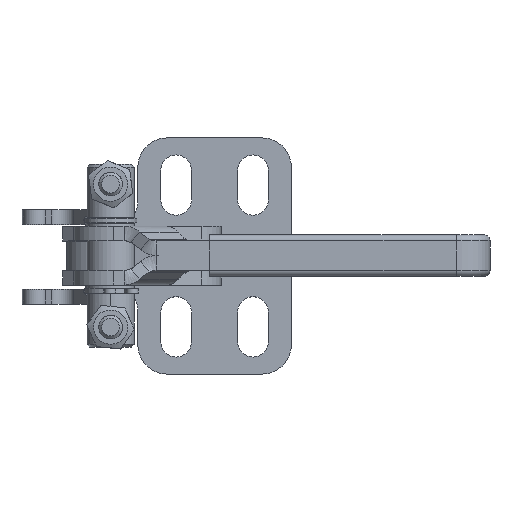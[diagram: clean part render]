
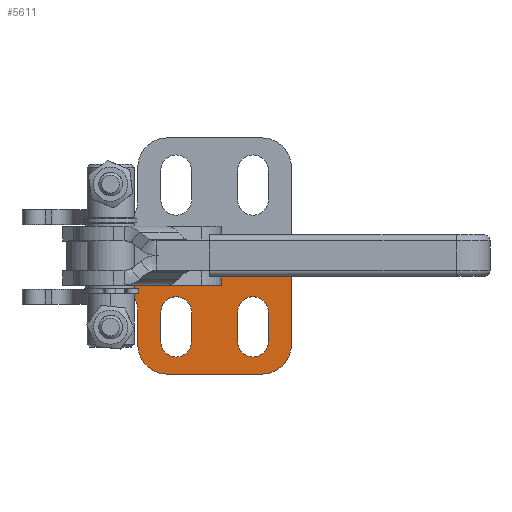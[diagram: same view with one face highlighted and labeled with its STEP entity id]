
A CAD part, top view. The second image highlights one B-rep face of the part: STEP entity #5611.
In plain terms, the highlighted planar face has unit normal (0, 0, 1).
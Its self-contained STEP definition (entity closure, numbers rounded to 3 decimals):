
#198=FACE_BOUND('',#1163,.T.);
#199=FACE_BOUND('',#1164,.T.);
#413=CIRCLE('',#6159,2.6);
#415=CIRCLE('',#6163,2.6);
#417=CIRCLE('',#6167,2.6);
#419=CIRCLE('',#6171,2.6);
#422=CIRCLE('',#6176,5.);
#423=CIRCLE('',#6179,3.2);
#424=CIRCLE('',#6180,5.);
#840=FACE_OUTER_BOUND('',#1162,.T.);
#1162=EDGE_LOOP('',(#4343,#4344,#4345,#4346,#4347,#4348,#4349,#4350));
#1163=EDGE_LOOP('',(#4351,#4352,#4353,#4354));
#1164=EDGE_LOOP('',(#4355,#4356,#4357,#4358));
#1580=LINE('',#10260,#2017);
#1583=LINE('',#10292,#2020);
#1587=LINE('',#10303,#2024);
#1591=LINE('',#10316,#2028);
#1595=LINE('',#10327,#2032);
#1599=LINE('',#10340,#2036);
#1602=LINE('',#10345,#2039);
#1603=LINE('',#10347,#2040);
#1604=LINE('',#10351,#2041);
#2017=VECTOR('',#7168,10.);
#2020=VECTOR('',#7183,10.);
#2024=VECTOR('',#7195,10.);
#2028=VECTOR('',#7207,10.);
#2032=VECTOR('',#7219,10.);
#2036=VECTOR('',#7231,10.);
#2039=VECTOR('',#7236,10.);
#2040=VECTOR('',#7237,10.);
#2041=VECTOR('',#7240,10.);
#2484=VERTEX_POINT('',#10252);
#2485=VERTEX_POINT('',#10259);
#2488=VERTEX_POINT('',#10282);
#2489=VERTEX_POINT('',#10283);
#2492=VERTEX_POINT('',#10291);
#2494=VERTEX_POINT('',#10297);
#2496=VERTEX_POINT('',#10306);
#2497=VERTEX_POINT('',#10307);
#2500=VERTEX_POINT('',#10315);
#2502=VERTEX_POINT('',#10321);
#2506=VERTEX_POINT('',#10333);
#2507=VERTEX_POINT('',#10335);
#2508=VERTEX_POINT('',#10339);
#2510=VERTEX_POINT('',#10346);
#2511=VERTEX_POINT('',#10348);
#2512=VERTEX_POINT('',#10350);
#3158=EDGE_CURVE('',#2485,#2484,#1580,.T.);
#3162=EDGE_CURVE('',#2488,#2489,#413,.T.);
#3166=EDGE_CURVE('',#2492,#2488,#1583,.T.);
#3169=EDGE_CURVE('',#2494,#2492,#415,.T.);
#3172=EDGE_CURVE('',#2489,#2494,#1587,.T.);
#3174=EDGE_CURVE('',#2496,#2497,#417,.T.);
#3178=EDGE_CURVE('',#2500,#2496,#1591,.T.);
#3181=EDGE_CURVE('',#2502,#2500,#419,.T.);
#3184=EDGE_CURVE('',#2497,#2502,#1595,.T.);
#3188=EDGE_CURVE('',#2506,#2507,#422,.T.);
#3190=EDGE_CURVE('',#2508,#2507,#1599,.T.);
#3193=EDGE_CURVE('',#2506,#2485,#1602,.T.);
#3194=EDGE_CURVE('',#2510,#2484,#1603,.T.);
#3195=EDGE_CURVE('',#2511,#2510,#423,.T.);
#3196=EDGE_CURVE('',#2512,#2511,#1604,.T.);
#3197=EDGE_CURVE('',#2508,#2512,#424,.T.);
#4343=ORIENTED_EDGE('',*,*,#3188,.F.);
#4344=ORIENTED_EDGE('',*,*,#3193,.T.);
#4345=ORIENTED_EDGE('',*,*,#3158,.T.);
#4346=ORIENTED_EDGE('',*,*,#3194,.F.);
#4347=ORIENTED_EDGE('',*,*,#3195,.F.);
#4348=ORIENTED_EDGE('',*,*,#3196,.F.);
#4349=ORIENTED_EDGE('',*,*,#3197,.F.);
#4350=ORIENTED_EDGE('',*,*,#3190,.T.);
#4351=ORIENTED_EDGE('',*,*,#3162,.T.);
#4352=ORIENTED_EDGE('',*,*,#3172,.T.);
#4353=ORIENTED_EDGE('',*,*,#3169,.T.);
#4354=ORIENTED_EDGE('',*,*,#3166,.T.);
#4355=ORIENTED_EDGE('',*,*,#3174,.T.);
#4356=ORIENTED_EDGE('',*,*,#3184,.T.);
#4357=ORIENTED_EDGE('',*,*,#3181,.T.);
#4358=ORIENTED_EDGE('',*,*,#3178,.T.);
#5409=PLANE('',#6178);
#5611=ADVANCED_FACE('',(#840,#198,#199),#5409,.T.);
#6159=AXIS2_PLACEMENT_3D('',#10284,#7175,#7176);
#6163=AXIS2_PLACEMENT_3D('',#10298,#7188,#7189);
#6167=AXIS2_PLACEMENT_3D('',#10308,#7199,#7200);
#6171=AXIS2_PLACEMENT_3D('',#10322,#7212,#7213);
#6176=AXIS2_PLACEMENT_3D('',#10336,#7226,#7227);
#6178=AXIS2_PLACEMENT_3D('',#10344,#7234,#7235);
#6179=AXIS2_PLACEMENT_3D('',#10349,#7238,#7239);
#6180=AXIS2_PLACEMENT_3D('',#10352,#7241,#7242);
#7168=DIRECTION('',(-1.,0.,0.));
#7175=DIRECTION('center_axis',(0.,0.,-1.));
#7176=DIRECTION('ref_axis',(-1.,0.,0.));
#7183=DIRECTION('',(0.,-1.,0.));
#7188=DIRECTION('center_axis',(0.,0.,-1.));
#7189=DIRECTION('ref_axis',(1.,0.,0.));
#7195=DIRECTION('',(0.,1.,0.));
#7199=DIRECTION('center_axis',(0.,0.,-1.));
#7200=DIRECTION('ref_axis',(-1.,0.,0.));
#7207=DIRECTION('',(0.,-1.,0.));
#7212=DIRECTION('center_axis',(0.,0.,-1.));
#7213=DIRECTION('ref_axis',(1.,0.,0.));
#7219=DIRECTION('',(0.,1.,0.));
#7226=DIRECTION('center_axis',(0.,0.,-1.));
#7227=DIRECTION('ref_axis',(0.707,-0.707,0.));
#7231=DIRECTION('',(1.,0.,0.));
#7234=DIRECTION('center_axis',(0.,0.,1.));
#7235=DIRECTION('ref_axis',(1.,0.,0.));
#7236=DIRECTION('',(0.,1.,0.));
#7237=DIRECTION('',(-0.688,0.725,0.));
#7238=DIRECTION('center_axis',(0.,0.,1.));
#7239=DIRECTION('ref_axis',(-1.,0.,0.));
#7240=DIRECTION('',(0.,1.,0.));
#7241=DIRECTION('center_axis',(0.,0.,-1.));
#7242=DIRECTION('ref_axis',(-0.707,-0.707,0.));
#10252=CARTESIAN_POINT('',(-10.689,-3.3,2.5));
#10259=CARTESIAN_POINT('',(19.5,-3.3,2.5));
#10260=CARTESIAN_POINT('',(-4.843,-3.3,2.5));
#10282=CARTESIAN_POINT('',(2.6,-14.5,2.5));
#10283=CARTESIAN_POINT('',(-2.6,-14.5,2.5));
#10284=CARTESIAN_POINT('Origin',(0.,-14.5,2.5));
#10291=CARTESIAN_POINT('',(2.6,-9.5,2.5));
#10292=CARTESIAN_POINT('',(2.6,-6.124,2.5));
#10297=CARTESIAN_POINT('',(-2.6,-9.5,2.5));
#10298=CARTESIAN_POINT('Origin',(0.,-9.5,
2.5));
#10303=CARTESIAN_POINT('',(-2.6,-8.624,2.5));
#10306=CARTESIAN_POINT('',(15.6,-14.5,2.5));
#10307=CARTESIAN_POINT('',(10.4,-14.5,2.5));
#10308=CARTESIAN_POINT('Origin',(13.,-14.5,2.5));
#10315=CARTESIAN_POINT('',(15.6,-9.5,2.5));
#10316=CARTESIAN_POINT('',(15.6,-6.124,2.5));
#10321=CARTESIAN_POINT('',(10.4,-9.5,2.5));
#10322=CARTESIAN_POINT('Origin',(13.,-9.5,2.5));
#10327=CARTESIAN_POINT('',(10.4,-8.624,2.5));
#10333=CARTESIAN_POINT('',(19.5,-15.,2.5));
#10335=CARTESIAN_POINT('',(14.5,-20.,2.5));
#10336=CARTESIAN_POINT('Origin',(14.5,-15.,2.5));
#10339=CARTESIAN_POINT('',(-1.5,-20.,2.5));
#10340=CARTESIAN_POINT('',(-2.749,-20.,2.5));
#10344=CARTESIAN_POINT('Origin',(1.002,-2.747,2.5));
#10345=CARTESIAN_POINT('',(19.5,-20.,2.5));
#10346=CARTESIAN_POINT('',(-7.379,-6.788,2.5));
#10347=CARTESIAN_POINT('',(-11.671,-2.265,2.5));
#10348=CARTESIAN_POINT('',(-6.5,-8.991,2.5));
#10349=CARTESIAN_POINT('Origin',(-9.7,-8.991,2.5));
#10350=CARTESIAN_POINT('',(-6.5,-15.,2.5));
#10351=CARTESIAN_POINT('',(-6.5,-8.991,2.5));
#10352=CARTESIAN_POINT('Origin',(-1.5,-15.,2.5));
